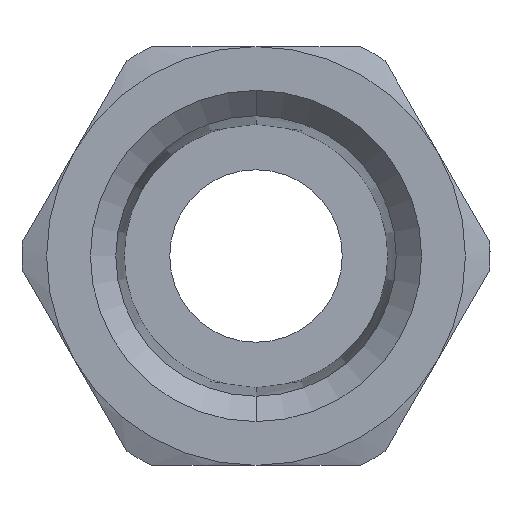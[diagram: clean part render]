
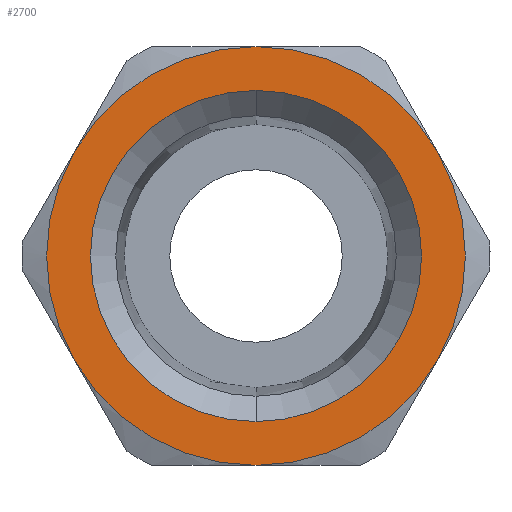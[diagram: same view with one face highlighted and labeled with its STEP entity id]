
A CAD part, front view. The second image highlights one B-rep face of the part: STEP entity #2700.
In plain terms, the highlighted planar face has unit normal (0, -1, 0).
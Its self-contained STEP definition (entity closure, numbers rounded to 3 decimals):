
#562 = CARTESIAN_POINT ( 'NONE',  ( 7.361, -23.5, -4.25 ) ) ;
#579 = AXIS2_PLACEMENT_3D ( 'NONE', #5892, #13928, #2479 ) ;
#763 = DIRECTION ( 'NONE',  ( 0., 1., 0. ) ) ;
#822 = AXIS2_PLACEMENT_3D ( 'NONE', #14729, #4458, #5659 ) ;
#1360 = ORIENTED_EDGE ( 'NONE', *, *, #9262, .F. ) ;
#1557 = ORIENTED_EDGE ( 'NONE', *, *, #11540, .F. ) ;
#1605 = EDGE_CURVE ( 'NONE', #5337, #4612, #4851, .T. ) ;
#1801 = AXIS2_PLACEMENT_3D ( 'NONE', #4803, #2639, #5946 ) ;
#1901 = EDGE_LOOP ( 'NONE', ( #8806, #3905, #1557, #1360, #12153, #5001 ) ) ;
#1951 = ORIENTED_EDGE ( 'NONE', *, *, #13301, .T. ) ;
#2033 = VERTEX_POINT ( 'NONE', #3729 ) ;
#2289 = CARTESIAN_POINT ( 'NONE',  ( 0., -23.5, -6.722 ) ) ;
#2479 = DIRECTION ( 'NONE',  ( 0., 0., 1. ) ) ;
#2639 = DIRECTION ( 'NONE',  ( 0., 1., 0. ) ) ;
#2700 = ADVANCED_FACE ( 'NONE', ( #6532, #12653 ), #10597, .F. ) ;
#2760 = DIRECTION ( 'NONE',  ( 0., 1., 0. ) ) ;
#2877 = CIRCLE ( 'NONE', #4848, 8.5 ) ;
#2999 = CARTESIAN_POINT ( 'NONE',  ( -7.361, -23.5, 4.25 ) ) ;
#3016 = AXIS2_PLACEMENT_3D ( 'NONE', #9501, #9394, #11719 ) ;
#3729 = CARTESIAN_POINT ( 'NONE',  ( 7.361, -23.5, 4.25 ) ) ;
#3905 = ORIENTED_EDGE ( 'NONE', *, *, #4916, .F. ) ;
#4085 = CARTESIAN_POINT ( 'NONE',  ( 0., -23.5, 0. ) ) ;
#4458 = DIRECTION ( 'NONE',  ( 0., 1., 0. ) ) ;
#4612 = VERTEX_POINT ( 'NONE', #5577 ) ;
#4686 = CARTESIAN_POINT ( 'NONE',  ( 0., -23.5, -8.5 ) ) ;
#4803 = CARTESIAN_POINT ( 'NONE',  ( 0., -23.5, 0. ) ) ;
#4848 = AXIS2_PLACEMENT_3D ( 'NONE', #9836, #2760, #9788 ) ;
#4851 = CIRCLE ( 'NONE', #11470, 8.5 ) ;
#4916 = EDGE_CURVE ( 'NONE', #9136, #14051, #2877, .T. ) ;
#5001 = ORIENTED_EDGE ( 'NONE', *, *, #1605, .F. ) ;
#5337 = VERTEX_POINT ( 'NONE', #2999 ) ;
#5577 = CARTESIAN_POINT ( 'NONE',  ( 0., -23.5, 8.5 ) ) ;
#5659 = DIRECTION ( 'NONE',  ( 0., 0., 1. ) ) ;
#5840 = DIRECTION ( 'NONE',  ( 0., 1., 0. ) ) ;
#5892 = CARTESIAN_POINT ( 'NONE',  ( 0., -23.5, 0. ) ) ;
#5946 = DIRECTION ( 'NONE',  ( 0., 0., -1. ) ) ;
#6398 = EDGE_CURVE ( 'NONE', #14051, #5337, #10970, .T. ) ;
#6468 = CARTESIAN_POINT ( 'NONE',  ( -7.361, -23.5, -4.25 ) ) ;
#6514 = DIRECTION ( 'NONE',  ( 0., 0., 1. ) ) ;
#6532 = FACE_BOUND ( 'NONE', #10771, .T. ) ;
#7046 = CIRCLE ( 'NONE', #1801, 6.722 ) ;
#7466 = VERTEX_POINT ( 'NONE', #2289 ) ;
#7775 = DIRECTION ( 'NONE',  ( 0., 1., 0. ) ) ;
#8216 = CARTESIAN_POINT ( 'NONE',  ( 0., -23.5, 6.722 ) ) ;
#8806 = ORIENTED_EDGE ( 'NONE', *, *, #6398, .F. ) ;
#8907 = AXIS2_PLACEMENT_3D ( 'NONE', #14674, #7775, #6514 ) ;
#9136 = VERTEX_POINT ( 'NONE', #4686 ) ;
#9262 = EDGE_CURVE ( 'NONE', #2033, #9828, #9949, .T. ) ;
#9362 = CARTESIAN_POINT ( 'NONE',  ( 0., -23.5, 0. ) ) ;
#9394 = DIRECTION ( 'NONE',  ( 0., 1., 0. ) ) ;
#9405 = AXIS2_PLACEMENT_3D ( 'NONE', #9362, #5840, #13881 ) ;
#9501 = CARTESIAN_POINT ( 'NONE',  ( 0., -23.5, 0. ) ) ;
#9788 = DIRECTION ( 'NONE',  ( 0., 0., 1. ) ) ;
#9828 = VERTEX_POINT ( 'NONE', #562 ) ;
#9836 = CARTESIAN_POINT ( 'NONE',  ( 0., -23.5, 0. ) ) ;
#9949 = CIRCLE ( 'NONE', #579, 8.5 ) ;
#9962 = DIRECTION ( 'NONE',  ( 0., 0., -1. ) ) ;
#10597 = PLANE ( 'NONE',  #3016 ) ;
#10771 = EDGE_LOOP ( 'NONE', ( #1951, #13180 ) ) ;
#10805 = CIRCLE ( 'NONE', #13373, 6.722 ) ;
#10874 = CARTESIAN_POINT ( 'NONE',  ( 0., -23.5, 0. ) ) ;
#10970 = CIRCLE ( 'NONE', #9405, 8.5 ) ;
#11470 = AXIS2_PLACEMENT_3D ( 'NONE', #10874, #763, #12251 ) ;
#11540 = EDGE_CURVE ( 'NONE', #9828, #9136, #14091, .T. ) ;
#11696 = VERTEX_POINT ( 'NONE', #8216 ) ;
#11719 = DIRECTION ( 'NONE',  ( 0., 0., 1. ) ) ;
#12133 = DIRECTION ( 'NONE',  ( 0., 1., 0. ) ) ;
#12153 = ORIENTED_EDGE ( 'NONE', *, *, #12479, .F. ) ;
#12251 = DIRECTION ( 'NONE',  ( 0., 0., 1. ) ) ;
#12479 = EDGE_CURVE ( 'NONE', #4612, #2033, #12995, .T. ) ;
#12653 = FACE_OUTER_BOUND ( 'NONE', #1901, .T. ) ;
#12995 = CIRCLE ( 'NONE', #8907, 8.5 ) ;
#13180 = ORIENTED_EDGE ( 'NONE', *, *, #13650, .T. ) ;
#13301 = EDGE_CURVE ( 'NONE', #7466, #11696, #7046, .T. ) ;
#13373 = AXIS2_PLACEMENT_3D ( 'NONE', #4085, #12133, #9962 ) ;
#13650 = EDGE_CURVE ( 'NONE', #11696, #7466, #10805, .T. ) ;
#13881 = DIRECTION ( 'NONE',  ( 0., 0., 1. ) ) ;
#13928 = DIRECTION ( 'NONE',  ( 0., 1., 0. ) ) ;
#14051 = VERTEX_POINT ( 'NONE', #6468 ) ;
#14091 = CIRCLE ( 'NONE', #822, 8.5 ) ;
#14674 = CARTESIAN_POINT ( 'NONE',  ( 0., -23.5, 0. ) ) ;
#14729 = CARTESIAN_POINT ( 'NONE',  ( 0., -23.5, 0. ) ) ;
